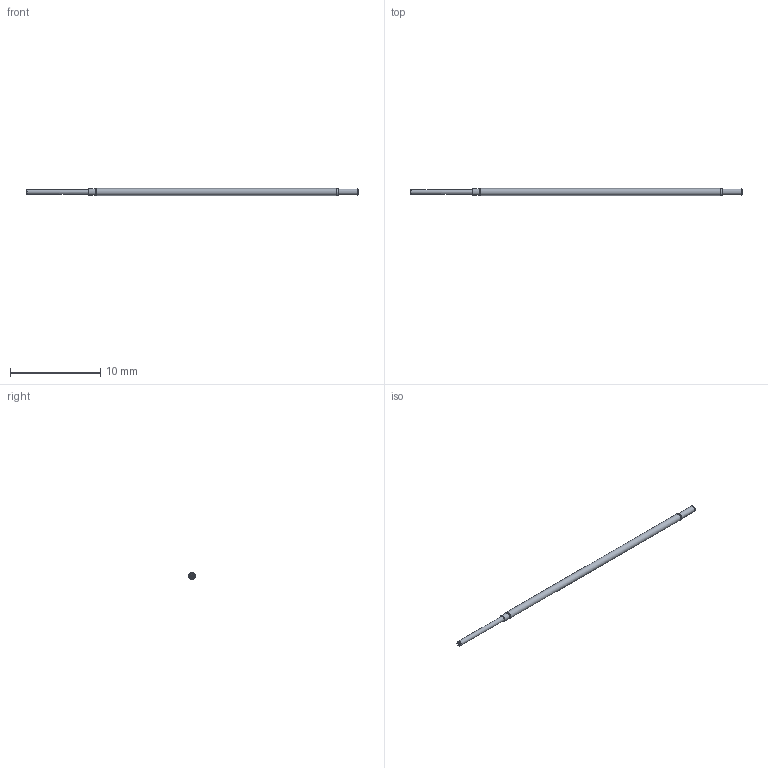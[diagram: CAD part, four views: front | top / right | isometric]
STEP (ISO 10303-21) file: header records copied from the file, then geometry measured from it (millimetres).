
FILE_DESCRIPTION (( 'STEP AP214' ), '1' );
FILE_NAME ('X39-2576.STEP', '2021-01-28T14:19:57', ( '' ), ( '' ), 'SwSTEP 2.0', 'SolidWorks 2020', '' );
FILE_SCHEMA (( 'AUTOMOTIVE_DESIGN' ));
Length unit declared in the file: inch
Products named in the file (1): X39-2576
Bounding box: 36.83 x 0.78 x 0.78 mm (x, y, z)
Volume: 15.5 mm3; surface area: 84.9 mm2
Topology: 1 solids, 1 shells, 34 faces, 81 edges, 50 vertices
Faces by surface type: bspline 21, torus 5, cylinder 4, plane 2, cone 2
Full cylindrical faces by diameter (mm): 0.533 x1, 0.665 x1, 0.7 x1, 0.782 x1
Entity records: 4135 total; most frequent: CARTESIAN_POINT 3091, ORIENTED_EDGE 136, EDGE_CURVE 68, B_SPLINE_CURVE_WITH_KNOTS 56, DIRECTION 52, VERTEX_POINT 48, EDGE_LOOP 46, FACE_OUTER_BOUND 43
